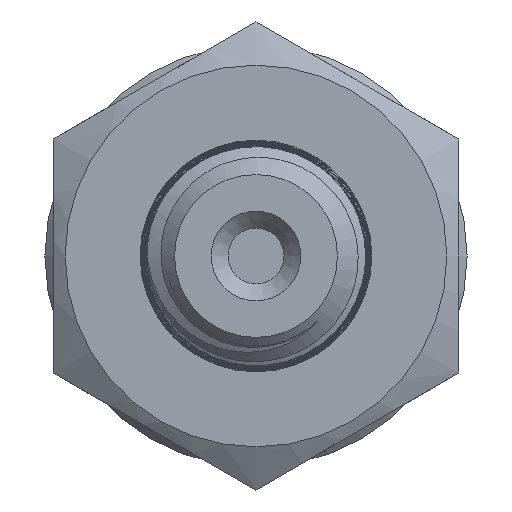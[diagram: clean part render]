
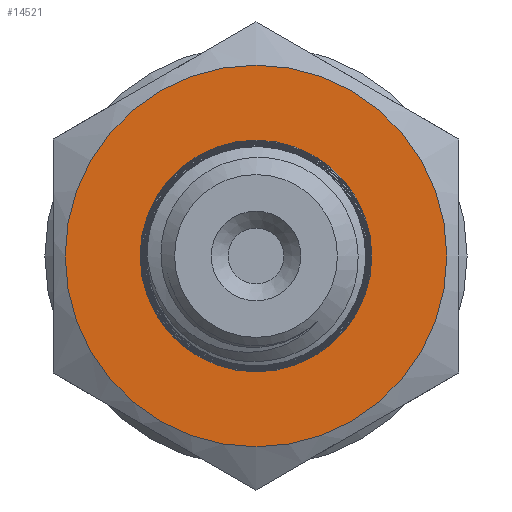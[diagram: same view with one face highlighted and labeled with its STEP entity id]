
A CAD part, left-side view. The second image highlights one B-rep face of the part: STEP entity #14521.
In plain terms, the highlighted planar face has unit normal (-1, 0, 0).
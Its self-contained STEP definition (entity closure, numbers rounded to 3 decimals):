
#146=FACE_BOUND('',#2112,.T.);
#225=PLANE('',#15313);
#1271=FACE_OUTER_BOUND('',#2111,.T.);
#2111=EDGE_LOOP('',(#11604));
#2112=EDGE_LOOP('',(#11605));
#2610=CIRCLE('',#15060,6.86);
#2734=CIRCLE('',#15304,11.3);
#5937=VERTEX_POINT('',#20279);
#6573=VERTEX_POINT('',#41780);
#7428=EDGE_CURVE('',#5937,#5937,#2610,.T.);
#8379=EDGE_CURVE('',#6573,#6573,#2734,.T.);
#11604=ORIENTED_EDGE('',*,*,#8379,.T.);
#11605=ORIENTED_EDGE('',*,*,#7428,.T.);
#14521=ADVANCED_FACE('',(#1271,#146),#225,.T.);
#15060=AXIS2_PLACEMENT_3D('',#20280,#15955,#15956);
#15304=AXIS2_PLACEMENT_3D('',#41782,#16822,#16823);
#15313=AXIS2_PLACEMENT_3D('',#41799,#16847,#16848);
#15955=DIRECTION('center_axis',(1.,0.,0.));
#15956=DIRECTION('ref_axis',(0.,0.,-1.));
#16822=DIRECTION('center_axis',(-1.,0.,0.));
#16823=DIRECTION('ref_axis',(0.,1.,0.));
#16847=DIRECTION('center_axis',(-1.,0.,0.));
#16848=DIRECTION('ref_axis',(0.,0.,1.));
#20279=CARTESIAN_POINT('',(14.,-6.86,0.));
#20280=CARTESIAN_POINT('Origin',(14.,0.,0.));
#41780=CARTESIAN_POINT('',(14.,-11.3,0.));
#41782=CARTESIAN_POINT('Origin',(14.,0.,0.));
#41799=CARTESIAN_POINT('Origin',(14.,12.,0.));
